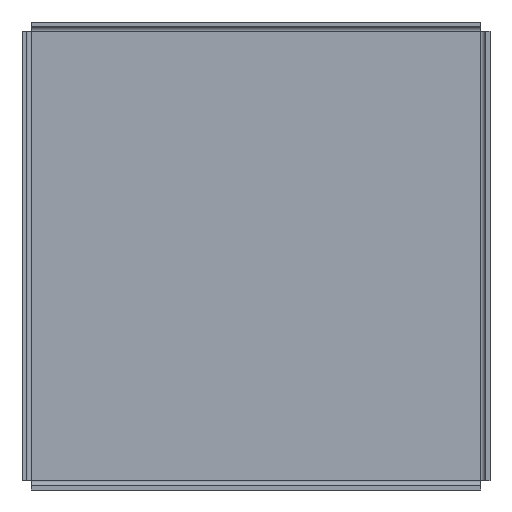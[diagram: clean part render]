
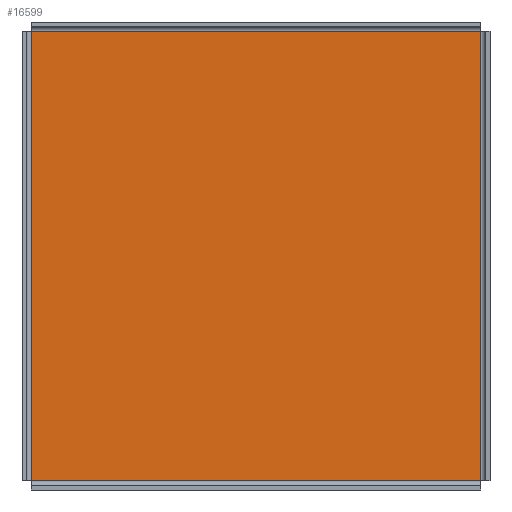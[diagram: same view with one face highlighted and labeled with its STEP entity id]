
A CAD part, front view. The second image highlights one B-rep face of the part: STEP entity #16599.
In plain terms, the highlighted planar face has unit normal (0, -1, 0).
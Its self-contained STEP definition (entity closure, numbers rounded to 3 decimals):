
#4352=DIRECTION('',(0.,0.,-1.));
#4353=VECTOR('',#4352,29.1);
#4354=CARTESIAN_POINT('',(-14.55,-0.3,14.55));
#4355=LINE('',#4354,#4353);
#4403=DIRECTION('',(0.,0.,-1.));
#4404=VECTOR('',#4403,29.1);
#4405=CARTESIAN_POINT('',(14.55,-0.3,14.55));
#4406=LINE('',#4405,#4404);
#4468=DIRECTION('',(1.,0.,0.));
#4469=VECTOR('',#4468,29.1);
#4470=CARTESIAN_POINT('',(-14.55,-0.3,-14.55));
#4471=LINE('',#4470,#4469);
#4519=DIRECTION('',(1.,0.,0.));
#4520=VECTOR('',#4519,29.1);
#4521=CARTESIAN_POINT('',(-14.55,-0.3,14.55));
#4522=LINE('',#4521,#4520);
#12607=CARTESIAN_POINT('',(-14.55,-0.3,-14.55));
#12608=VERTEX_POINT('',#12607);
#12609=CARTESIAN_POINT('',(-14.55,-0.3,14.55));
#12610=VERTEX_POINT('',#12609);
#12629=CARTESIAN_POINT('',(14.55,-0.3,-14.55));
#12630=VERTEX_POINT('',#12629);
#12649=CARTESIAN_POINT('',(14.55,-0.3,14.55));
#12650=VERTEX_POINT('',#12649);
#16585=CARTESIAN_POINT('',(0.,-0.3,0.));
#16586=DIRECTION('',(0.,1.,0.));
#16587=DIRECTION('',(1.,0.,0.));
#16588=AXIS2_PLACEMENT_3D('',#16585,#16586,#16587);
#16589=PLANE('',#16588);
#16591=ORIENTED_EDGE('',*,*,#16590,.T.);
#16593=ORIENTED_EDGE('',*,*,#16592,.F.);
#16594=ORIENTED_EDGE('',*,*,#16567,.F.);
#16596=ORIENTED_EDGE('',*,*,#16595,.T.);
#16597=EDGE_LOOP('',(#16591,#16593,#16594,#16596));
#16598=FACE_OUTER_BOUND('',#16597,.F.);
#16599=ADVANCED_FACE('',(#16598),#16589,.F.);
#16567=EDGE_CURVE('',#12610,#12608,#4355,.T.);
#16590=EDGE_CURVE('',#12650,#12630,#4406,.T.);
#16592=EDGE_CURVE('',#12608,#12630,#4471,.T.);
#16595=EDGE_CURVE('',#12610,#12650,#4522,.T.);
